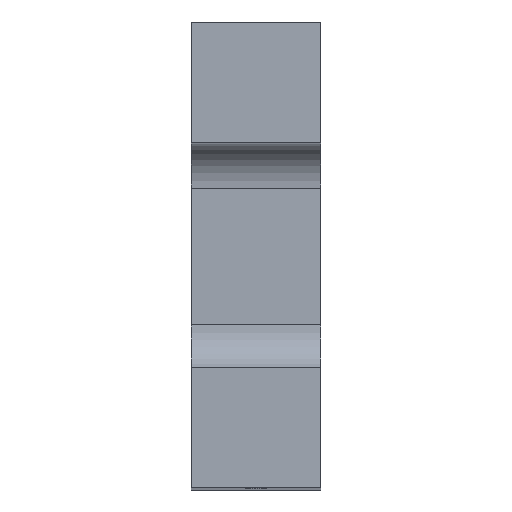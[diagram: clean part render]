
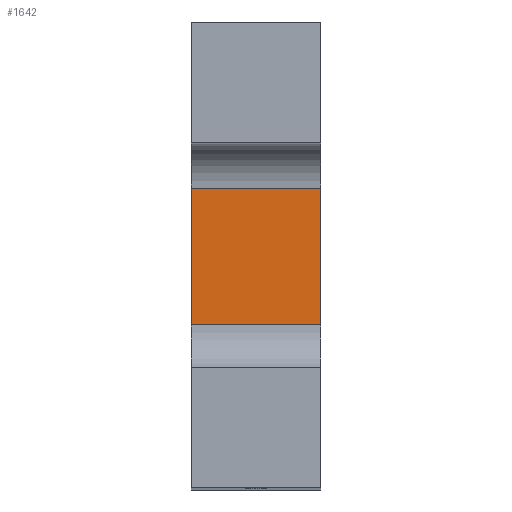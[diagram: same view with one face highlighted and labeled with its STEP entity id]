
A CAD part, top view. The second image highlights one B-rep face of the part: STEP entity #1642.
In plain terms, the highlighted planar face has unit normal (0, 0, 1).
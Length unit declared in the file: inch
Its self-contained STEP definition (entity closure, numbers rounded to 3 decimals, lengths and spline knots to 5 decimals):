
#25=DIRECTION('',(0.,-1.,0.));
#26=VECTOR('',#25,0.284);
#27=CARTESIAN_POINT('',(-0.135,0.142,-0.77));
#28=LINE('',#27,#26);
#85=DIRECTION('',(0.,-1.,0.));
#86=VECTOR('',#85,0.284);
#87=CARTESIAN_POINT('',(0.135,0.142,-0.77));
#88=LINE('',#87,#86);
#637=DIRECTION('',(1.,0.,0.));
#638=VECTOR('',#637,0.27);
#639=CARTESIAN_POINT('',(-0.135,0.142,-0.77));
#640=LINE('',#639,#638);
#641=DIRECTION('',(1.,0.,0.));
#642=VECTOR('',#641,0.27);
#643=CARTESIAN_POINT('',(-0.135,-0.142,-0.77));
#644=LINE('',#643,#642);
#739=CARTESIAN_POINT('',(-0.135,0.142,-0.77));
#740=CARTESIAN_POINT('',(0.135,0.142,-0.77));
#741=VERTEX_POINT('',#739);
#742=VERTEX_POINT('',#740);
#751=CARTESIAN_POINT('',(-0.135,-0.142,-0.77));
#752=CARTESIAN_POINT('',(0.135,-0.142,-0.77));
#753=VERTEX_POINT('',#751);
#754=VERTEX_POINT('',#752);
#1630=CARTESIAN_POINT('',(-0.135,0.235,-0.77));
#1631=DIRECTION('',(0.,0.,1.));
#1632=DIRECTION('',(0.,-1.,0.));
#1633=AXIS2_PLACEMENT_3D('',#1630,#1631,#1632);
#1634=PLANE('',#1633);
#1635=ORIENTED_EDGE('',*,*,#1622,.T.);
#1636=ORIENTED_EDGE('',*,*,#914,.T.);
#1638=ORIENTED_EDGE('',*,*,#1637,.F.);
#1639=ORIENTED_EDGE('',*,*,#846,.F.);
#1640=EDGE_LOOP('',(#1635,#1636,#1638,#1639));
#1641=FACE_OUTER_BOUND('',#1640,.F.);
#1642=ADVANCED_FACE('',(#1641),#1634,.T.);
#846=EDGE_CURVE('',#741,#753,#28,.T.);
#914=EDGE_CURVE('',#742,#754,#88,.T.);
#1622=EDGE_CURVE('',#741,#742,#640,.T.);
#1637=EDGE_CURVE('',#753,#754,#644,.T.);
